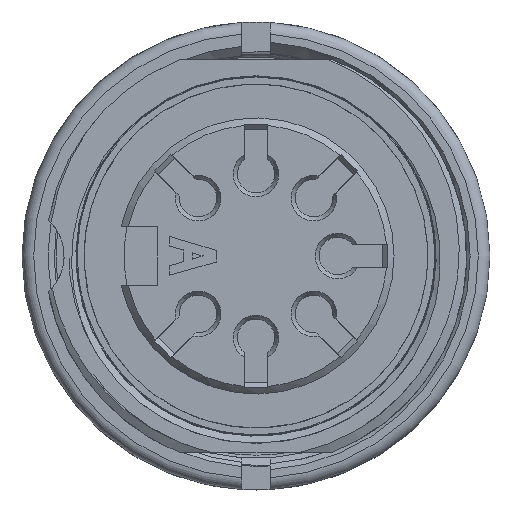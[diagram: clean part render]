
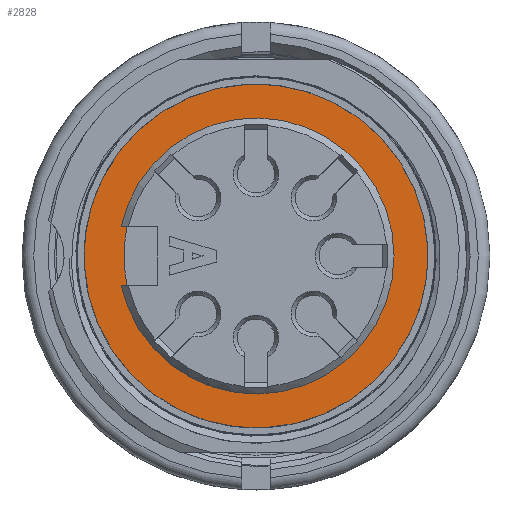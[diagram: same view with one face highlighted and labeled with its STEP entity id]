
A CAD part, front view. The second image highlights one B-rep face of the part: STEP entity #2828.
In plain terms, the highlighted planar face has unit normal (0, -1, 0).
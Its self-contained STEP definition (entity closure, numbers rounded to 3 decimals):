
#1842=FACE_BOUND('',#4089,.T.);
#1843=FACE_BOUND('',#4090,.T.);
#2058=CIRCLE('',#11501,5.9);
#2103=CIRCLE('',#11639,7.35);
#2104=CIRCLE('',#11640,5.65);
#2828=ADVANCED_FACE('',(#1842,#1843),#3336,.T.);
#3336=PLANE('',#11641);
#4089=EDGE_LOOP('',(#5083));
#4090=EDGE_LOOP('',(#5084,#5085,#5086,#5087));
#5083=ORIENTED_EDGE('',*,*,#8769,.T.);
#5084=ORIENTED_EDGE('',*,*,#8544,.F.);
#5085=ORIENTED_EDGE('',*,*,#8532,.T.);
#5086=ORIENTED_EDGE('',*,*,#8770,.T.);
#5087=ORIENTED_EDGE('',*,*,#8538,.T.);
#7571=VERTEX_POINT('',#14050);
#7572=VERTEX_POINT('',#14051);
#7576=VERTEX_POINT('',#14065);
#7577=VERTEX_POINT('',#14066);
#7729=VERTEX_POINT('',#14721);
#8532=EDGE_CURVE('',#7571,#7572,#10011,.T.);
#8538=EDGE_CURVE('',#7576,#7577,#10016,.T.);
#8544=EDGE_CURVE('',#7571,#7577,#2058,.T.);
#8769=EDGE_CURVE('',#7729,#7729,#2103,.T.);
#8770=EDGE_CURVE('',#7572,#7576,#2104,.T.);
#10011=LINE('',#14049,#10756);
#10016=LINE('',#14064,#10761);
#10756=VECTOR('',#12104,1.);
#10761=VECTOR('',#12111,1.);
#11501=AXIS2_PLACEMENT_3D('',#14079,#12118,#12119);
#11639=AXIS2_PLACEMENT_3D('',#14720,#12525,#12526);
#11640=AXIS2_PLACEMENT_3D('',#14722,#12527,#12528);
#11641=AXIS2_PLACEMENT_3D('',#14723,#12529,#12530);
#12104=DIRECTION('',(1.,0.,0.));
#12111=DIRECTION('',(-1.,0.,0.));
#12118=DIRECTION('',(0.,-1.,0.));
#12119=DIRECTION('',(0.,0.,-1.));
#12525=DIRECTION('',(0.,-1.,0.));
#12526=DIRECTION('',(0.547,0.,-0.837));
#12527=DIRECTION('',(0.,1.,0.));
#12528=DIRECTION('',(0.547,0.,-0.837));
#12529=DIRECTION('',(0.,-1.,0.));
#12530=DIRECTION('',(0.837,0.,0.547));
#14049=CARTESIAN_POINT('',(-3.604,-17.756,-1.25));
#14050=CARTESIAN_POINT('',(-5.17,-17.756,-1.25));
#14051=CARTESIAN_POINT('',(-4.914,-17.756,-1.25));
#14064=CARTESIAN_POINT('',(-6.503,-17.756,1.25));
#14065=CARTESIAN_POINT('',(-4.914,-17.756,1.25));
#14066=CARTESIAN_POINT('',(-5.17,-17.756,1.25));
#14079=CARTESIAN_POINT('',(0.596,-17.756,0.));
#14720=CARTESIAN_POINT('',(0.596,-17.756,0.));
#14721=CARTESIAN_POINT('',(4.616,-17.756,-6.153));
#14722=CARTESIAN_POINT('',(0.596,-17.756,0.));
#14723=CARTESIAN_POINT('',(0.596,-17.756,0.));
